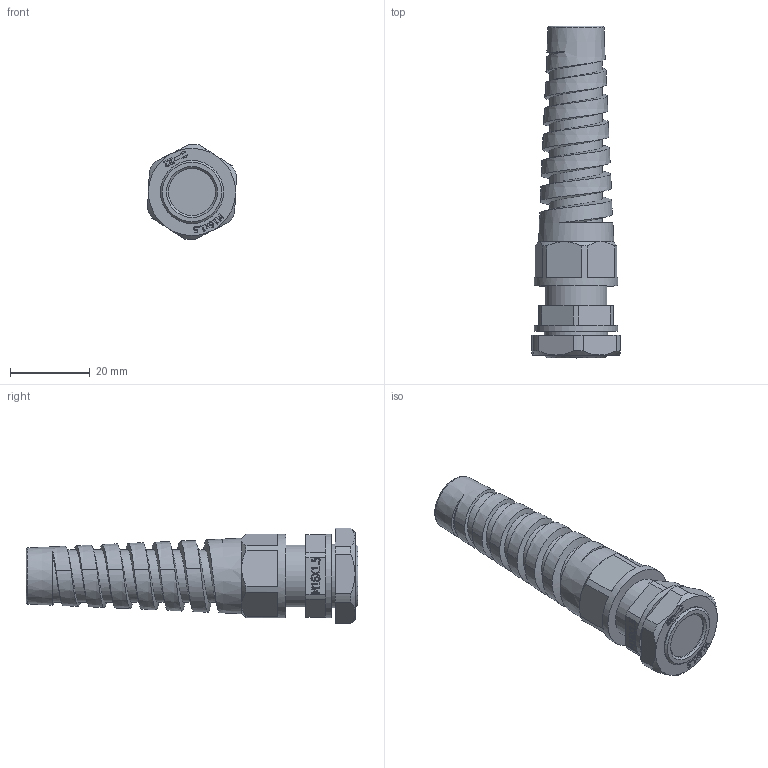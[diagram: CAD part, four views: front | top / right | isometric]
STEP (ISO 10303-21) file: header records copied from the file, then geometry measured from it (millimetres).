
FILE_DESCRIPTION(/* description */ (''),/* implementation_level */ '2;1');
FILE_NAME(/* name */ '',/* time_stamp */ '2025-06-23T09:04:25+07:00',/* author */ ('zeta-86'),/* organization */ (''),/* preprocessor_version */ 'ST-DEVELOPER v19.2',/* originating_system */ 'Autodesk Inventor 2024',/* authorisation */ '');
FILE_SCHEMA (('AUTOMOTIVE_DESIGN { 1 0 10303 214 3 1 1 }'));
Length unit declared in the file: millimetre
Products named in the file (1): ГОФРОМАТИК ВКС-
ПР-M16-8-L8
Bounding box: 22.25 x 83 x 23.9 mm (x, y, z)
Volume: 18829.3 mm3; surface area: 6621.4 mm2
Topology: 1 solids, 1 shells, 336 faces, 908 edges, 601 vertices
Faces by surface type: plane 194, bspline 88, cylinder 31, cone 21, torus 2
Full cylindrical faces by diameter (mm): 11.7 x1, 13.245 x6, 15.5 x1, 15.8 x2, 21 x2
Entity records: 21221 total; most frequent: CARTESIAN_POINT 13009, ORIENTED_EDGE 1816, DIRECTION 1269, EDGE_CURVE 908, VERTEX_POINT 601, LINE 585, VECTOR 585, EDGE_LOOP 363
